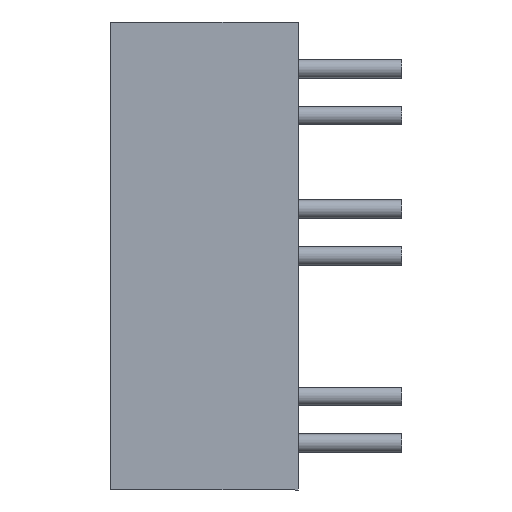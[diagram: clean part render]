
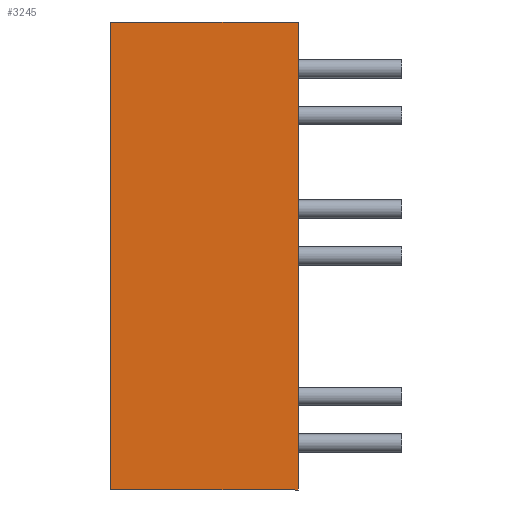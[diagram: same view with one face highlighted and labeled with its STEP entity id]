
A CAD part, left-side view. The second image highlights one B-rep face of the part: STEP entity #3245.
In plain terms, the highlighted planar face has unit normal (-1, 0, 0).
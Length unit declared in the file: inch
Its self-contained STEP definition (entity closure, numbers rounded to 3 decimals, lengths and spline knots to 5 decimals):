
#90 = ORIENTED_EDGE ( 'NONE', *, *, #2605, .T. ) ;
#97 = LINE ( 'NONE', #3366, #1824 ) ;
#245 = AXIS2_PLACEMENT_3D ( 'NONE', #546, #2751, #1612 ) ;
#252 = VERTEX_POINT ( 'NONE', #1942 ) ;
#396 = LINE ( 'NONE', #1513, #701 ) ;
#426 = LINE ( 'NONE', #1711, #753 ) ;
#546 = CARTESIAN_POINT ( 'NONE',  ( -1., 0.40157, 0.5 ) ) ;
#701 = VECTOR ( 'NONE', #1456, 39.37008 ) ;
#753 = VECTOR ( 'NONE', #3100, 39.37008 ) ;
#945 = CARTESIAN_POINT ( 'NONE',  ( -1., 0., 0.5 ) ) ;
#1207 = VERTEX_POINT ( 'NONE', #2354 ) ;
#1391 = VERTEX_POINT ( 'NONE', #945 ) ;
#1442 = ORIENTED_EDGE ( 'NONE', *, *, #2873, .T. ) ;
#1456 = DIRECTION ( 'NONE',  ( 0., 0., -1. ) ) ;
#1513 = CARTESIAN_POINT ( 'NONE',  ( -1., 0.40157, 0. ) ) ;
#1612 = DIRECTION ( 'NONE',  ( 0., 0., -1. ) ) ;
#1653 = PLANE ( 'NONE',  #245 ) ;
#1711 = CARTESIAN_POINT ( 'NONE',  ( -1., 0., 0.5 ) ) ;
#1824 = VECTOR ( 'NONE', #3332, 39.37008 ) ;
#1899 = EDGE_LOOP ( 'NONE', ( #90, #1442, #2468, #2230 ) ) ;
#1942 = CARTESIAN_POINT ( 'NONE',  ( -1., 0.40157, -0.5 ) ) ;
#1949 = EDGE_CURVE ( 'NONE', #1391, #1207, #97, .T. ) ;
#1994 = CARTESIAN_POINT ( 'NONE',  ( -1., 0.40157, -0.5 ) ) ;
#2011 = LINE ( 'NONE', #1994, #3213 ) ;
#2230 = ORIENTED_EDGE ( 'NONE', *, *, #1949, .T. ) ;
#2354 = CARTESIAN_POINT ( 'NONE',  ( -1., 0.40157, 0.5 ) ) ;
#2468 = ORIENTED_EDGE ( 'NONE', *, *, #3123, .T. ) ;
#2605 = EDGE_CURVE ( 'NONE', #1207, #252, #396, .T. ) ;
#2751 = DIRECTION ( 'NONE',  ( -1., 0., 0. ) ) ;
#2873 = EDGE_CURVE ( 'NONE', #252, #3058, #2011, .T. ) ;
#3019 = FACE_OUTER_BOUND ( 'NONE', #1899, .T. ) ;
#3058 = VERTEX_POINT ( 'NONE', #3297 ) ;
#3100 = DIRECTION ( 'NONE',  ( 0., 0., 1. ) ) ;
#3102 = DIRECTION ( 'NONE',  ( 0., -1., 0. ) ) ;
#3123 = EDGE_CURVE ( 'NONE', #3058, #1391, #426, .T. ) ;
#3213 = VECTOR ( 'NONE', #3102, 39.37008 ) ;
#3245 = ADVANCED_FACE ( 'NONE', ( #3019 ), #1653, .T. ) ;
#3297 = CARTESIAN_POINT ( 'NONE',  ( -1., 0., -0.5 ) ) ;
#3332 = DIRECTION ( 'NONE',  ( 0., 1., 0. ) ) ;
#3366 = CARTESIAN_POINT ( 'NONE',  ( -1., 0.40157, 0.5 ) ) ;
